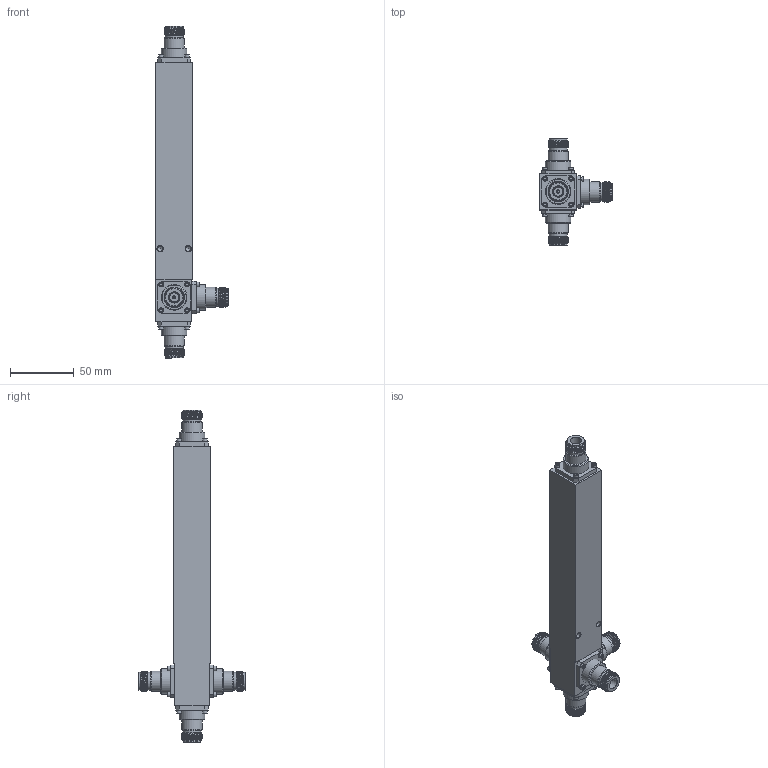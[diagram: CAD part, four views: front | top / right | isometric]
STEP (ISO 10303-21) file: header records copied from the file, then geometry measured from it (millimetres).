
FILE_DESCRIPTION (( 'STEP AP203' ), '1' );
FILE_NAME ('PE-T1010_3D.step', '2021-07-27T23:26:43', ( '' ), ( '' ), 'SwSTEP 2.0', 'SolidWorks 2021', '' );
FILE_SCHEMA (( 'CONFIG_CONTROL_DESIGN' ));
Length unit declared in the file: inch
Products named in the file (1): PE-T1010_3D
Bounding box: 56.64 x 83.57 x 260.1 mm (x, y, z)
Volume: 201537 mm3; surface area: 36449.6 mm2
Topology: 1 solids, 1 shells, 711 faces, 1498 edges, 894 vertices
Faces by surface type: plane 359, cone 214, cylinder 123, bspline 15
Full cylindrical faces by diameter (mm): 3.658 x20, 3.856 x20, 4.2 x4, 5 x4, 7.112 x5, 8.382 x5, 13.971 x10, 15.875 x5, 20.067 x5
Entity records: 24364 total; most frequent: CARTESIAN_POINT 10289, DIRECTION 2942, ORIENTED_EDGE 2564, EDGE_CURVE 1282, AXIS2_PLACEMENT_3D 1173, EDGE_LOOP 968, VERTEX_POINT 830, FACE_OUTER_BOUND 789
